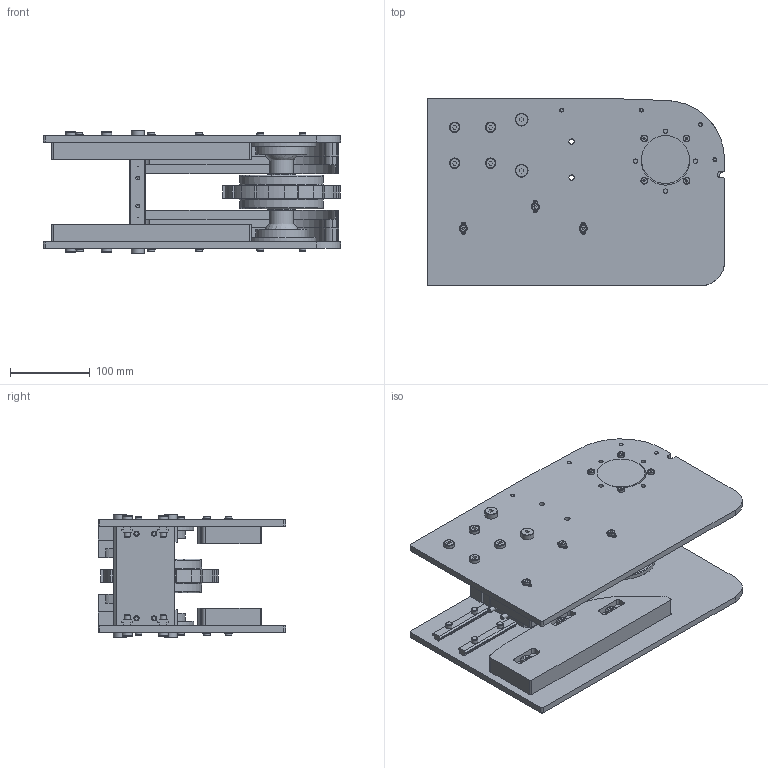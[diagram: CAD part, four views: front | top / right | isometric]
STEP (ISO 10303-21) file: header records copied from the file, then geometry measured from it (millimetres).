
FILE_DESCRIPTION(/* description */ (''),/* implementation_level */ '2;1');
FILE_NAME(/* name */ '291381-0.step',/* time_stamp */ '2021-09-06T09:28:19+02:00',/* author */ ('MuellerJ'),/* organization */ (''),/* preprocessor_version */ 'ST-DEVELOPER v18.1',/* originating_system */ 'Autodesk Inventor 2021',/* authorisation */ '');
FILE_SCHEMA (('AUTOMOTIVE_DESIGN { 1 0 10303 214 3 1 1 }'));
Length unit declared in the file: millimetre
Products named in the file (22): MTW_1-00013603; MTW_1-00013558; 29-0742-0FZ.000; leer; 29-1310-0FZ.000; leer_1; leer_2; leer_3; leer_4; leer_5; 21-1029-1FZ.001; MTW_1-00013504; MTW_1-00013512; MTW_1-00013494; 29-1391-0FZ.001; MTW_1-00013552; leer_6; 21-1351-0FZ.004; leer_7; leer_8; MTW_1-00013528; Shoulder screw ISO 7379-10-M8-20
Assembly tree (80 placements, depth 2):
  MTW_1-00013603
    MTW_1-00013558  x2
    29-0742-0FZ.000  x2
    leer  x2
    29-1310-0FZ.000
    leer_1
    leer_2
    leer_3  x2
    leer_4  x16
    leer_5  x8
    21-1029-1FZ.001  x4
    21-1351-0FZ.004  x6
    leer_8  x6
    leer_7  x6
    MTW_1-00013504
    MTW_1-00013512
    MTW_1-00013494  x2
    29-1391-0FZ.001  x8
    MTW_1-00013552
    leer_6  x4
    MTW_1-00013528  x2
    Shoulder screw ISO 7379-10-M8-20  x4
Bounding box: 372 x 235 x 155 mm (x, y, z)
Volume: 3449285.6 mm3; surface area: 809306.6 mm2
Topology: 80 solids, 82 shells, 1884 faces, 4828 edges, 3215 vertices
Faces by surface type: plane 1115, cylinder 442, cone 165, torus 112, sphere 50
Full cylindrical faces by diameter (mm): 2 x4, 4.134 x30, 4.917 x2, 5 x30, 5.3 x6, 5.5 x24, 6 x8, 6.6 x4, 6.647 x12, 8 x12, 8.2 x8, 8.376 x4, 8.5 x22, 9.6 x4, 10 x38, 10.4 x8, 11 x4, 13 x8, 16 x4, 25 x4, 28.6 x2, 30 x3, 32.9 x10, 33.5 x4, 45.15 x4, 46 x2, 52 x4, 60 x2, 64 x2, 86 x2
Entity records: 28541 total; most frequent: CARTESIAN_POINT 4959, DIRECTION 4800, ORIENTED_EDGE 4508, EDGE_CURVE 2254, AXIS2_PLACEMENT_3D 1628, LINE 1544, VECTOR 1544, VERTEX_POINT 1542
